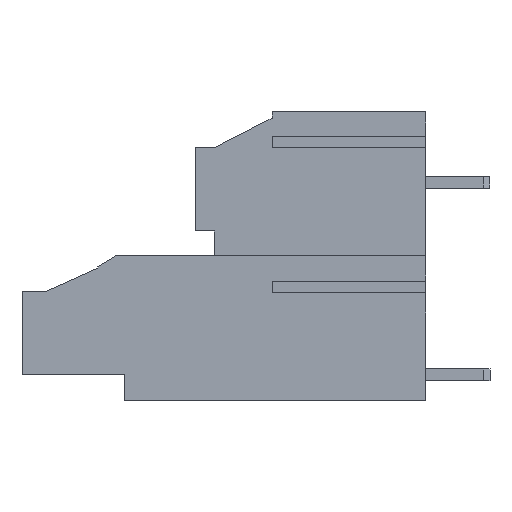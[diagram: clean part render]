
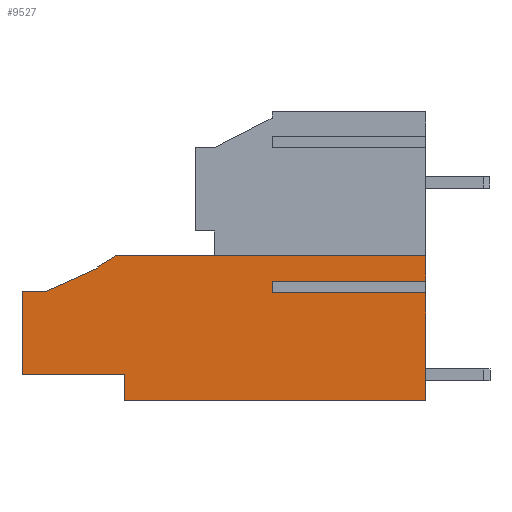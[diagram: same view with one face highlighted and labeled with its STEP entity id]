
A CAD part, left-side view. The second image highlights one B-rep face of the part: STEP entity #9527.
In plain terms, the highlighted planar face has unit normal (-1, 0, 0).
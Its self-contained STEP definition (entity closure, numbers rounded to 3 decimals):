
#297=ORIENTED_EDGE('',*,*,#3061,.F.);
#298=ORIENTED_EDGE('',*,*,#3062,.T.);
#299=ORIENTED_EDGE('',*,*,#3063,.T.);
#300=ORIENTED_EDGE('',*,*,#3064,.F.);
#301=ORIENTED_EDGE('',*,*,#3065,.F.);
#302=ORIENTED_EDGE('',*,*,#3066,.T.);
#303=ORIENTED_EDGE('',*,*,#3067,.F.);
#304=ORIENTED_EDGE('',*,*,#3068,.F.);
#305=ORIENTED_EDGE('',*,*,#3069,.F.);
#306=ORIENTED_EDGE('',*,*,#3070,.F.);
#307=ORIENTED_EDGE('',*,*,#3071,.F.);
#308=ORIENTED_EDGE('',*,*,#3072,.F.);
#309=ORIENTED_EDGE('',*,*,#3073,.F.);
#310=ORIENTED_EDGE('',*,*,#3074,.F.);
#3061=EDGE_CURVE('',#4443,#4444,#5357,.T.);
#3062=EDGE_CURVE('',#4443,#4445,#5358,.T.);
#3063=EDGE_CURVE('',#4445,#4446,#5359,.T.);
#3064=EDGE_CURVE('',#4447,#4446,#5360,.T.);
#3065=EDGE_CURVE('',#4448,#4447,#5361,.T.);
#3066=EDGE_CURVE('',#4448,#4449,#5362,.F.);
#3067=EDGE_CURVE('',#4450,#4449,#5363,.T.);
#3068=EDGE_CURVE('',#4451,#4450,#5364,.T.);
#3069=EDGE_CURVE('',#4452,#4451,#5365,.T.);
#3070=EDGE_CURVE('',#4453,#4452,#5366,.T.);
#3071=EDGE_CURVE('',#4454,#4453,#5367,.T.);
#3072=EDGE_CURVE('',#4455,#4454,#5368,.T.);
#3073=EDGE_CURVE('',#4456,#4455,#5369,.T.);
#3074=EDGE_CURVE('',#4444,#4456,#5370,.T.);
#4443=VERTEX_POINT('',#13345);
#4444=VERTEX_POINT('',#13346);
#4445=VERTEX_POINT('',#13348);
#4446=VERTEX_POINT('',#13350);
#4447=VERTEX_POINT('',#13352);
#4448=VERTEX_POINT('',#13354);
#4449=VERTEX_POINT('',#13356);
#4450=VERTEX_POINT('',#13358);
#4451=VERTEX_POINT('',#13360);
#4452=VERTEX_POINT('',#13362);
#4453=VERTEX_POINT('',#13364);
#4454=VERTEX_POINT('',#13366);
#4455=VERTEX_POINT('',#13368);
#4456=VERTEX_POINT('',#13370);
#5357=LINE('',#13344,#6612);
#5358=LINE('',#13347,#6613);
#5359=LINE('',#13349,#6614);
#5360=LINE('',#13351,#6615);
#5361=LINE('',#13353,#6616);
#5362=LINE('',#13355,#6617);
#5363=LINE('',#13357,#6618);
#5364=LINE('',#13359,#6619);
#5365=LINE('',#13361,#6620);
#5366=LINE('',#13363,#6621);
#5367=LINE('',#13365,#6622);
#5368=LINE('',#13367,#6623);
#5369=LINE('',#13369,#6624);
#5370=LINE('',#13371,#6625);
#6612=VECTOR('',#10773,1000.);
#6613=VECTOR('',#10774,1000.);
#6614=VECTOR('',#10775,1000.);
#6615=VECTOR('',#10776,1000.);
#6616=VECTOR('',#10777,1000.);
#6617=VECTOR('',#10778,1000.);
#6618=VECTOR('',#10779,1000.);
#6619=VECTOR('',#10780,1000.);
#6620=VECTOR('',#10781,1000.);
#6621=VECTOR('',#10782,1000.);
#6622=VECTOR('',#10783,1000.);
#6623=VECTOR('',#10784,1000.);
#6624=VECTOR('',#10785,1000.);
#6625=VECTOR('',#10786,1000.);
#7867=EDGE_LOOP('',(#297,#298,#299,#300,#301,#302,#303,#304,#305,#306,#307,
#308,#309,#310));
#8471=FACE_BOUND('',#7867,.T.);
#9075=PLANE('',#10111);
#9527=ADVANCED_FACE('',(#8471),#9075,.F.);
#10111=AXIS2_PLACEMENT_3D('',#13343,#10771,#10772);
#10771=DIRECTION('',(1.,0.,0.));
#10772=DIRECTION('',(0.,0.,-1.));
#10773=DIRECTION('',(0.,-1.,0.));
#10774=DIRECTION('',(0.,0.,1.));
#10775=DIRECTION('',(0.,-1.,0.));
#10776=DIRECTION('',(0.,0.,-1.));
#10777=DIRECTION('',(0.,-1.,0.));
#10778=DIRECTION('',(0.,-0.857,0.514));
#10779=DIRECTION('',(0.,0.,1.));
#10780=DIRECTION('',(0.,-0.912,0.41));
#10781=DIRECTION('',(0.,-1.,0.));
#10782=DIRECTION('',(0.,0.,1.));
#10783=DIRECTION('',(0.,1.,0.));
#10784=DIRECTION('',(0.,0.,1.));
#10785=DIRECTION('',(0.,1.,0.));
#10786=DIRECTION('',(0.,0.,-1.));
#13343=CARTESIAN_POINT('',(-7.5,0.,0.));
#13344=CARTESIAN_POINT('',(-7.5,0.25,2.875));
#13345=CARTESIAN_POINT('',(-7.5,0.25,2.875));
#13346=CARTESIAN_POINT('',(-7.5,-11.75,2.875));
#13347=CARTESIAN_POINT('',(-7.5,0.25,2.875));
#13348=CARTESIAN_POINT('',(-7.5,0.25,3.475));
#13349=CARTESIAN_POINT('',(-7.5,0.25,3.475));
#13350=CARTESIAN_POINT('',(-7.5,-11.75,3.475));
#13351=CARTESIAN_POINT('',(-7.5,-11.75,-5.65));
#13352=CARTESIAN_POINT('',(-7.5,-11.75,5.65));
#13353=CARTESIAN_POINT('',(-7.5,13.85,5.65));
#13354=CARTESIAN_POINT('',(-7.5,12.35,5.65));
#13355=CARTESIAN_POINT('',(-7.5,12.35,5.65));
#13356=CARTESIAN_POINT('',(-7.5,13.85,4.75));
#13357=CARTESIAN_POINT('',(-7.5,13.85,4.65));
#13358=CARTESIAN_POINT('',(-7.5,13.85,4.65));
#13359=CARTESIAN_POINT('',(-7.5,17.85,2.85));
#13360=CARTESIAN_POINT('',(-7.5,17.85,2.85));
#13361=CARTESIAN_POINT('',(-7.5,19.75,2.85));
#13362=CARTESIAN_POINT('',(-7.5,19.75,2.85));
#13363=CARTESIAN_POINT('',(-7.5,19.75,-3.65));
#13364=CARTESIAN_POINT('',(-7.5,19.75,-3.65));
#13365=CARTESIAN_POINT('',(-7.5,11.75,-3.65));
#13366=CARTESIAN_POINT('',(-7.5,11.75,-3.65));
#13367=CARTESIAN_POINT('',(-7.5,11.75,-5.65));
#13368=CARTESIAN_POINT('',(-7.5,11.75,-5.65));
#13369=CARTESIAN_POINT('',(-7.5,-11.75,-5.65));
#13370=CARTESIAN_POINT('',(-7.5,-11.75,-5.65));
#13371=CARTESIAN_POINT('',(-7.5,-11.75,-5.65));
